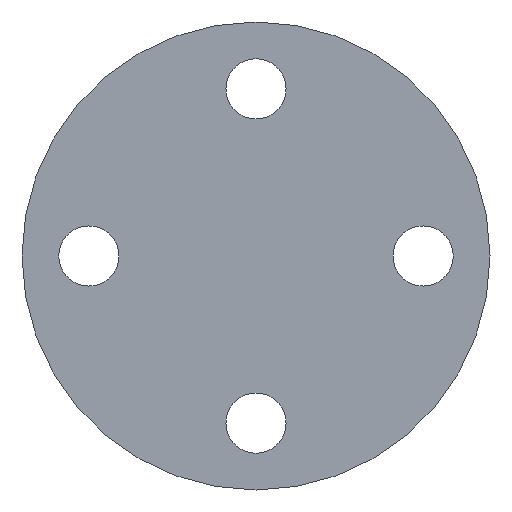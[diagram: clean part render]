
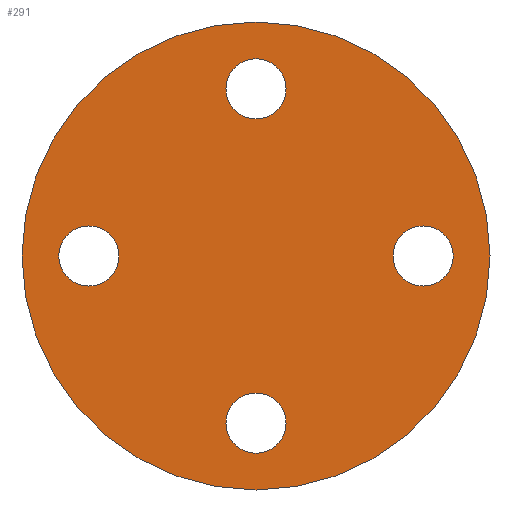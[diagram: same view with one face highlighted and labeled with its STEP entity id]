
A CAD part, front view. The second image highlights one B-rep face of the part: STEP entity #291.
In plain terms, the highlighted planar face has unit normal (0, -1, 0).
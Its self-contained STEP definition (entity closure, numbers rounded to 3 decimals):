
#15 = VERTEX_POINT ( 'NONE', #322 ) ;
#16 = CARTESIAN_POINT ( 'NONE',  ( 0., 0., -70. ) ) ;
#28 = CIRCLE ( 'NONE', #341, 9. ) ;
#30 = VERTEX_POINT ( 'NONE', #75 ) ;
#59 = EDGE_CURVE ( 'NONE', #104, #439, #246, .T. ) ;
#60 = CARTESIAN_POINT ( 'NONE',  ( 0., 0., 50. ) ) ;
#74 = DIRECTION ( 'NONE',  ( 0., -1., 0. ) ) ;
#75 = CARTESIAN_POINT ( 'NONE',  ( 0., 0., -41. ) ) ;
#78 = EDGE_CURVE ( 'NONE', #327, #100, #298, .T. ) ;
#81 = DIRECTION ( 'NONE',  ( 0., -1., 0. ) ) ;
#87 = CIRCLE ( 'NONE', #147, 9. ) ;
#93 = CARTESIAN_POINT ( 'NONE',  ( 0., 0., 59. ) ) ;
#95 = DIRECTION ( 'NONE',  ( 0., 0., -1. ) ) ;
#97 = AXIS2_PLACEMENT_3D ( 'NONE', #405, #371, #301 ) ;
#98 = EDGE_CURVE ( 'NONE', #439, #104, #113, .T. ) ;
#100 = VERTEX_POINT ( 'NONE', #445 ) ;
#104 = VERTEX_POINT ( 'NONE', #340 ) ;
#106 = CARTESIAN_POINT ( 'NONE',  ( -41., 0., 0. ) ) ;
#109 = DIRECTION ( 'NONE',  ( 0., 0., -1. ) ) ;
#113 = CIRCLE ( 'NONE', #174, 9. ) ;
#114 = ORIENTED_EDGE ( 'NONE', *, *, #471, .F. ) ;
#118 = DIRECTION ( 'NONE',  ( 0., 0., 1. ) ) ;
#120 = CARTESIAN_POINT ( 'NONE',  ( -50., 0., 0. ) ) ;
#125 = CARTESIAN_POINT ( 'NONE',  ( -70., 0., 0. ) ) ;
#126 = FACE_BOUND ( 'NONE', #148, .T. ) ;
#134 = DIRECTION ( 'NONE',  ( 0., -1., 0. ) ) ;
#143 = CIRCLE ( 'NONE', #433, 9. ) ;
#147 = AXIS2_PLACEMENT_3D ( 'NONE', #252, #396, #432 ) ;
#148 = EDGE_LOOP ( 'NONE', ( #258, #114 ) ) ;
#155 = EDGE_CURVE ( 'NONE', #209, #261, #28, .T. ) ;
#156 = CARTESIAN_POINT ( 'NONE',  ( 59., 0., 0. ) ) ;
#160 = EDGE_CURVE ( 'NONE', #15, #184, #417, .T. ) ;
#171 = ORIENTED_EDGE ( 'NONE', *, *, #155, .F. ) ;
#174 = AXIS2_PLACEMENT_3D ( 'NONE', #120, #272, #270 ) ;
#184 = VERTEX_POINT ( 'NONE', #156 ) ;
#194 = DIRECTION ( 'NONE',  ( 0., 0., 1. ) ) ;
#195 = CARTESIAN_POINT ( 'NONE',  ( 0., 0., 0. ) ) ;
#199 = ORIENTED_EDGE ( 'NONE', *, *, #98, .F. ) ;
#200 = DIRECTION ( 'NONE',  ( 0., -1., 0. ) ) ;
#206 = VERTEX_POINT ( 'NONE', #239 ) ;
#209 = VERTEX_POINT ( 'NONE', #376 ) ;
#217 = DIRECTION ( 'NONE',  ( 1., 0., 0. ) ) ;
#220 = EDGE_CURVE ( 'NONE', #100, #327, #262, .T. ) ;
#227 = CARTESIAN_POINT ( 'NONE',  ( 50., 0., 0. ) ) ;
#239 = CARTESIAN_POINT ( 'NONE',  ( 0., 0., -59. ) ) ;
#243 = DIRECTION ( 'NONE',  ( 0., 0., 1. ) ) ;
#246 = CIRCLE ( 'NONE', #97, 9. ) ;
#249 = DIRECTION ( 'NONE',  ( 0., 1., 0. ) ) ;
#252 = CARTESIAN_POINT ( 'NONE',  ( 0., 0., -50. ) ) ;
#258 = ORIENTED_EDGE ( 'NONE', *, *, #440, .F. ) ;
#261 = VERTEX_POINT ( 'NONE', #93 ) ;
#262 = CIRCLE ( 'NONE', #461, 70. ) ;
#267 = DIRECTION ( 'NONE',  ( 1., 0., 0. ) ) ;
#270 = DIRECTION ( 'NONE',  ( -1., 0., 0. ) ) ;
#272 = DIRECTION ( 'NONE',  ( 0., -1., 0. ) ) ;
#273 = AXIS2_PLACEMENT_3D ( 'NONE', #319, #74, #109 ) ;
#282 = ORIENTED_EDGE ( 'NONE', *, *, #59, .F. ) ;
#284 = AXIS2_PLACEMENT_3D ( 'NONE', #406, #444, #194 ) ;
#287 = EDGE_CURVE ( 'NONE', #261, #209, #333, .T. ) ;
#291 = ADVANCED_FACE ( 'NONE', ( #348, #312, #317, #126, #419 ), #313, .T. ) ;
#293 = AXIS2_PLACEMENT_3D ( 'NONE', #60, #200, #422 ) ;
#296 = ORIENTED_EDGE ( 'NONE', *, *, #160, .F. ) ;
#298 = CIRCLE ( 'NONE', #284, 70. ) ;
#299 = CARTESIAN_POINT ( 'NONE',  ( 0., 0., 50. ) ) ;
#301 = DIRECTION ( 'NONE',  ( -1., 0., 0. ) ) ;
#312 = FACE_BOUND ( 'NONE', #362, .T. ) ;
#313 = PLANE ( 'NONE',  #416 ) ;
#317 = FACE_BOUND ( 'NONE', #320, .T. ) ;
#319 = CARTESIAN_POINT ( 'NONE',  ( 0., 0., -50. ) ) ;
#320 = EDGE_LOOP ( 'NONE', ( #395, #296 ) ) ;
#322 = CARTESIAN_POINT ( 'NONE',  ( 41., 0., 0. ) ) ;
#327 = VERTEX_POINT ( 'NONE', #16 ) ;
#333 = CIRCLE ( 'NONE', #293, 9. ) ;
#340 = CARTESIAN_POINT ( 'NONE',  ( -59., 0., 0. ) ) ;
#341 = AXIS2_PLACEMENT_3D ( 'NONE', #299, #81, #118 ) ;
#348 = FACE_BOUND ( 'NONE', #455, .T. ) ;
#353 = EDGE_CURVE ( 'NONE', #184, #15, #143, .T. ) ;
#355 = ORIENTED_EDGE ( 'NONE', *, *, #220, .F. ) ;
#361 = CARTESIAN_POINT ( 'NONE',  ( 50., 0., 0. ) ) ;
#362 = EDGE_LOOP ( 'NONE', ( #397, #171 ) ) ;
#371 = DIRECTION ( 'NONE',  ( 0., -1., 0. ) ) ;
#376 = CARTESIAN_POINT ( 'NONE',  ( 0., 0., 41. ) ) ;
#395 = ORIENTED_EDGE ( 'NONE', *, *, #353, .F. ) ;
#396 = DIRECTION ( 'NONE',  ( 0., -1., 0. ) ) ;
#397 = ORIENTED_EDGE ( 'NONE', *, *, #287, .F. ) ;
#405 = CARTESIAN_POINT ( 'NONE',  ( -50., 0., 0. ) ) ;
#406 = CARTESIAN_POINT ( 'NONE',  ( 0., 0., 0. ) ) ;
#411 = DIRECTION ( 'NONE',  ( 0., -1., 0. ) ) ;
#416 = AXIS2_PLACEMENT_3D ( 'NONE', #125, #134, #95 ) ;
#417 = CIRCLE ( 'NONE', #424, 9. ) ;
#419 = FACE_OUTER_BOUND ( 'NONE', #453, .T. ) ;
#422 = DIRECTION ( 'NONE',  ( 0., 0., 1. ) ) ;
#424 = AXIS2_PLACEMENT_3D ( 'NONE', #227, #411, #267 ) ;
#432 = DIRECTION ( 'NONE',  ( 0., 0., -1. ) ) ;
#433 = AXIS2_PLACEMENT_3D ( 'NONE', #361, #468, #217 ) ;
#438 = CIRCLE ( 'NONE', #273, 9. ) ;
#439 = VERTEX_POINT ( 'NONE', #106 ) ;
#440 = EDGE_CURVE ( 'NONE', #206, #30, #87, .T. ) ;
#441 = ORIENTED_EDGE ( 'NONE', *, *, #78, .F. ) ;
#444 = DIRECTION ( 'NONE',  ( 0., 1., 0. ) ) ;
#445 = CARTESIAN_POINT ( 'NONE',  ( 0., 0., 70. ) ) ;
#453 = EDGE_LOOP ( 'NONE', ( #355, #441 ) ) ;
#455 = EDGE_LOOP ( 'NONE', ( #282, #199 ) ) ;
#461 = AXIS2_PLACEMENT_3D ( 'NONE', #195, #249, #243 ) ;
#468 = DIRECTION ( 'NONE',  ( 0., -1., 0. ) ) ;
#471 = EDGE_CURVE ( 'NONE', #30, #206, #438, .T. ) ;
